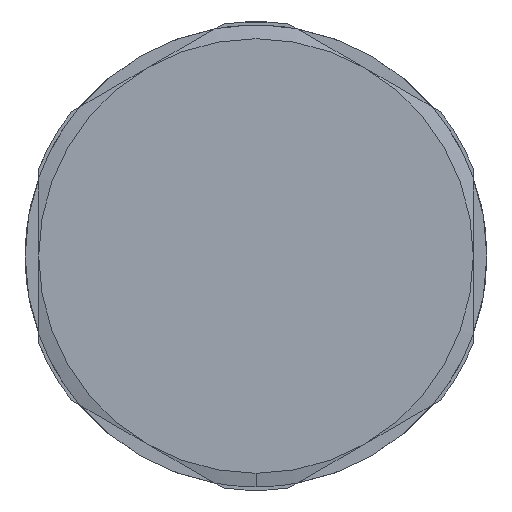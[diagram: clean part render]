
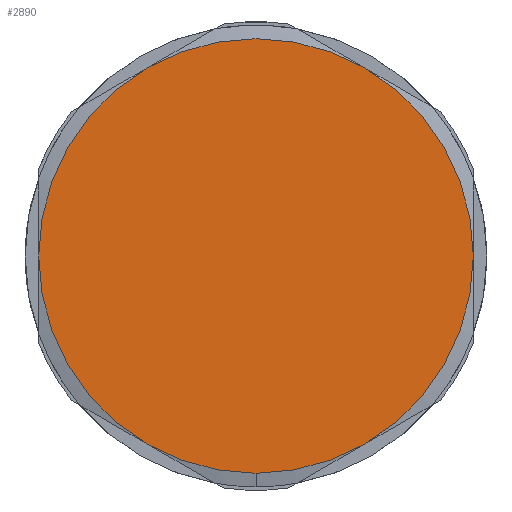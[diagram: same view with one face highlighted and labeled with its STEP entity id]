
A CAD part, left-side view. The second image highlights one B-rep face of the part: STEP entity #2890.
In plain terms, the highlighted planar face has unit normal (-1, 0, 0).
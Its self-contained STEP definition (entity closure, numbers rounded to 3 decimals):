
#340 = DIRECTION ( 'NONE',  ( 0., 0., -1. ) ) ;
#381 = CARTESIAN_POINT ( 'NONE',  ( -105.65, 0., 0. ) ) ;
#511 = DIRECTION ( 'NONE',  ( 1., 0., 0. ) ) ;
#750 = CARTESIAN_POINT ( 'NONE',  ( -105.65, 0., 0. ) ) ;
#842 = DIRECTION ( 'NONE',  ( 0., 0., -1. ) ) ;
#917 = DIRECTION ( 'NONE',  ( 1., 0., 0. ) ) ;
#1260 = CARTESIAN_POINT ( 'NONE',  ( -105.65, 0., 0. ) ) ;
#1365 = ORIENTED_EDGE ( 'NONE', *, *, #2621, .F. ) ;
#1411 = ORIENTED_EDGE ( 'NONE', *, *, #2759, .F. ) ;
#1425 = ORIENTED_EDGE ( 'NONE', *, *, #2738, .F. ) ;
#1434 = ORIENTED_EDGE ( 'NONE', *, *, #2818, .F. ) ;
#1460 = ORIENTED_EDGE ( 'NONE', *, *, #2510, .F. ) ;
#1561 = VERTEX_POINT ( 'NONE', #6822 ) ;
#1570 = ORIENTED_EDGE ( 'NONE', *, *, #2319, .F. ) ;
#1582 = DIRECTION ( 'NONE',  ( 0., 0., -1. ) ) ;
#1599 = DIRECTION ( 'NONE',  ( 1., 0., 0. ) ) ;
#1665 = ORIENTED_EDGE ( 'NONE', *, *, #2482, .F. ) ;
#1804 = VERTEX_POINT ( 'NONE', #6858 ) ;
#1860 = VERTEX_POINT ( 'NONE', #6863 ) ;
#2008 = AXIS2_PLACEMENT_3D ( 'NONE', #1260, #1599, #1582 ) ;
#2071 = AXIS2_PLACEMENT_3D ( 'NONE', #5454, #5450, #5452 ) ;
#2091 = AXIS2_PLACEMENT_3D ( 'NONE', #750, #511, #340 ) ;
#2134 = AXIS2_PLACEMENT_3D ( 'NONE', #381, #917, #842 ) ;
#2155 = AXIS2_PLACEMENT_3D ( 'NONE', #4021, #4170, #4281 ) ;
#2243 = AXIS2_PLACEMENT_3D ( 'NONE', #9041, #8841, #8840 ) ;
#2319 = EDGE_CURVE ( 'NONE', #6243, #1804, #6140, .T. ) ;
#2482 = EDGE_CURVE ( 'NONE', #6586, #1561, #6155, .T. ) ;
#2510 = EDGE_CURVE ( 'NONE', #6340, #6503, #6120, .T. ) ;
#2527 = AXIS2_PLACEMENT_3D ( 'NONE', #11266, #11271, #11424 ) ;
#2606 = AXIS2_PLACEMENT_3D ( 'NONE', #11599, #11596, #11591 ) ;
#2621 = EDGE_CURVE ( 'NONE', #6503, #6243, #6533, .T. ) ;
#2738 = EDGE_CURVE ( 'NONE', #1561, #1860, #5326, .T. ) ;
#2759 = EDGE_CURVE ( 'NONE', #1860, #6340, #5316, .T. ) ;
#2818 = EDGE_CURVE ( 'NONE', #1804, #6586, #5277, .T. ) ;
#2890 = ADVANCED_FACE ( 'NONE', ( #4934 ), #8843, .F. ) ;
#4021 = CARTESIAN_POINT ( 'NONE',  ( -105.65, 0., 0. ) ) ;
#4170 = DIRECTION ( 'NONE',  ( 1., 0., 0. ) ) ;
#4281 = DIRECTION ( 'NONE',  ( 0., 0., -1. ) ) ;
#4934 = FACE_OUTER_BOUND ( 'NONE', #5565, .T. ) ;
#5277 = CIRCLE ( 'NONE', #2071, 16. ) ;
#5316 = CIRCLE ( 'NONE', #2091, 16. ) ;
#5326 = CIRCLE ( 'NONE', #2134, 16. ) ;
#5450 = DIRECTION ( 'NONE',  ( 1., 0., 0. ) ) ;
#5452 = DIRECTION ( 'NONE',  ( 0., 0., -1. ) ) ;
#5454 = CARTESIAN_POINT ( 'NONE',  ( -105.65, 0., 0. ) ) ;
#5565 = EDGE_LOOP ( 'NONE', ( #1411, #1425, #1665, #1434, #1570, #1365, #1460 ) ) ;
#6120 = CIRCLE ( 'NONE', #2606, 16. ) ;
#6140 = CIRCLE ( 'NONE', #2008, 16. ) ;
#6155 = CIRCLE ( 'NONE', #2527, 16. ) ;
#6243 = VERTEX_POINT ( 'NONE', #7078 ) ;
#6340 = VERTEX_POINT ( 'NONE', #7149 ) ;
#6503 = VERTEX_POINT ( 'NONE', #7069 ) ;
#6533 = CIRCLE ( 'NONE', #2155, 16. ) ;
#6586 = VERTEX_POINT ( 'NONE', #7372 ) ;
#6822 = CARTESIAN_POINT ( 'NONE',  ( -105.65, -8., 13.856 ) ) ;
#6858 = CARTESIAN_POINT ( 'NONE',  ( -105.65, 16., 0. ) ) ;
#6863 = CARTESIAN_POINT ( 'NONE',  ( -105.65, -16., 0. ) ) ;
#7069 = CARTESIAN_POINT ( 'NONE',  ( -105.65, 0., -16. ) ) ;
#7078 = CARTESIAN_POINT ( 'NONE',  ( -105.65, 8., -13.856 ) ) ;
#7149 = CARTESIAN_POINT ( 'NONE',  ( -105.65, -8., -13.856 ) ) ;
#7372 = CARTESIAN_POINT ( 'NONE',  ( -105.65, 8., 13.856 ) ) ;
#8840 = DIRECTION ( 'NONE',  ( 0., -1., 0. ) ) ;
#8841 = DIRECTION ( 'NONE',  ( 1., 0., 0. ) ) ;
#8843 = PLANE ( 'NONE',  #2243 ) ;
#9041 = CARTESIAN_POINT ( 'NONE',  ( -105.65, 16., -9.238 ) ) ;
#11266 = CARTESIAN_POINT ( 'NONE',  ( -105.65, 0., 0. ) ) ;
#11271 = DIRECTION ( 'NONE',  ( 1., 0., 0. ) ) ;
#11424 = DIRECTION ( 'NONE',  ( 0., 0., -1. ) ) ;
#11591 = DIRECTION ( 'NONE',  ( 0., 0., -1. ) ) ;
#11596 = DIRECTION ( 'NONE',  ( 1., 0., 0. ) ) ;
#11599 = CARTESIAN_POINT ( 'NONE',  ( -105.65, 0., 0. ) ) ;
